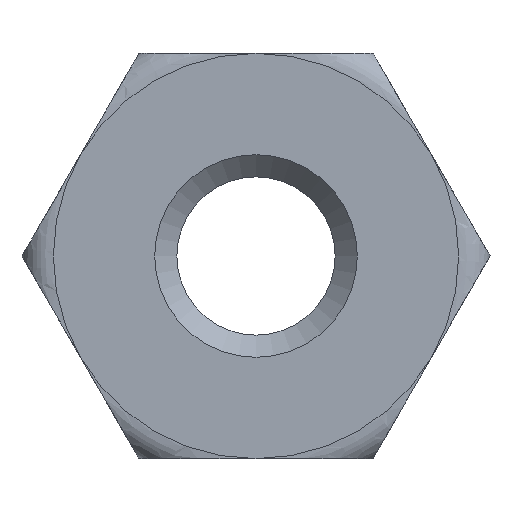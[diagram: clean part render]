
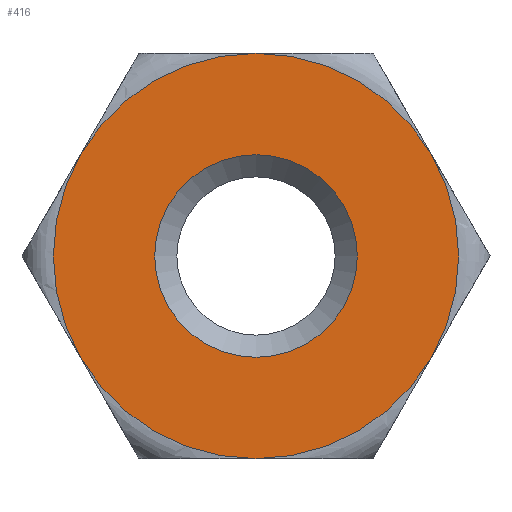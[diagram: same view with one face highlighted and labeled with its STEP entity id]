
A CAD part, front view. The second image highlights one B-rep face of the part: STEP entity #416.
In plain terms, the highlighted planar face has unit normal (0, -1, 0).
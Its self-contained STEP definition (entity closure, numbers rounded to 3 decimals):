
#12 = AXIS2_PLACEMENT_3D ( 'NONE', #417, #811, #353 ) ;
#21 = CIRCLE ( 'NONE', #47, 1.6 ) ;
#47 = AXIS2_PLACEMENT_3D ( 'NONE', #55, #494, #766 ) ;
#55 = CARTESIAN_POINT ( 'NONE',  ( 0., -0.65, 0. ) ) ;
#95 = AXIS2_PLACEMENT_3D ( 'NONE', #126, #320, #649 ) ;
#100 = VERTEX_POINT ( 'NONE', #345 ) ;
#113 = VERTEX_POINT ( 'NONE', #274 ) ;
#126 = CARTESIAN_POINT ( 'NONE',  ( 0., -0.65, 0. ) ) ;
#128 = ORIENTED_EDGE ( 'NONE', *, *, #808, .F. ) ;
#133 = EDGE_CURVE ( 'NONE', #205, #810, #285, .T. ) ;
#135 = AXIS2_PLACEMENT_3D ( 'NONE', #755, #612, #763 ) ;
#167 = CARTESIAN_POINT ( 'NONE',  ( 0., -0.65, 0.8 ) ) ;
#181 = CARTESIAN_POINT ( 'NONE',  ( 0., -0.65, 0. ) ) ;
#184 = EDGE_CURVE ( 'NONE', #100, #205, #524, .T. ) ;
#205 = VERTEX_POINT ( 'NONE', #239 ) ;
#217 = CIRCLE ( 'NONE', #609, 1.6 ) ;
#221 = DIRECTION ( 'NONE',  ( -1., 0., 0. ) ) ;
#232 = DIRECTION ( 'NONE',  ( 0., 0., 1. ) ) ;
#237 = DIRECTION ( 'NONE',  ( 0., 1., 0. ) ) ;
#239 = CARTESIAN_POINT ( 'NONE',  ( 1.386, -0.65, 0.8 ) ) ;
#241 = DIRECTION ( 'NONE',  ( 0., 1., 0. ) ) ;
#242 = CARTESIAN_POINT ( 'NONE',  ( 0., -0.65, -1.6 ) ) ;
#260 = EDGE_CURVE ( 'NONE', #702, #702, #645, .T. ) ;
#261 = EDGE_CURVE ( 'NONE', #472, #283, #217, .T. ) ;
#274 = CARTESIAN_POINT ( 'NONE',  ( -1.386, -0.65, 0.8 ) ) ;
#283 = VERTEX_POINT ( 'NONE', #460 ) ;
#285 = CIRCLE ( 'NONE', #135, 1.6 ) ;
#303 = FACE_BOUND ( 'NONE', #772, .T. ) ;
#305 = ORIENTED_EDGE ( 'NONE', *, *, #184, .F. ) ;
#318 = AXIS2_PLACEMENT_3D ( 'NONE', #757, #241, #221 ) ;
#320 = DIRECTION ( 'NONE',  ( 0., 1., 0. ) ) ;
#328 = ORIENTED_EDGE ( 'NONE', *, *, #360, .F. ) ;
#331 = DIRECTION ( 'NONE',  ( 0., 1., 0. ) ) ;
#345 = CARTESIAN_POINT ( 'NONE',  ( 0., -0.65, 1.6 ) ) ;
#353 = DIRECTION ( 'NONE',  ( 1., 0., 0. ) ) ;
#359 = ORIENTED_EDGE ( 'NONE', *, *, #261, .F. ) ;
#360 = EDGE_CURVE ( 'NONE', #113, #100, #497, .T. ) ;
#363 = ORIENTED_EDGE ( 'NONE', *, *, #375, .F. ) ;
#369 = AXIS2_PLACEMENT_3D ( 'NONE', #444, #237, #232 ) ;
#370 = CIRCLE ( 'NONE', #12, 1.6 ) ;
#375 = EDGE_CURVE ( 'NONE', #810, #472, #21, .T. ) ;
#388 = DIRECTION ( 'NONE',  ( 0., 1., 0. ) ) ;
#397 = AXIS2_PLACEMENT_3D ( 'NONE', #181, #388, #594 ) ;
#416 = ADVANCED_FACE ( 'NONE', ( #303, #572 ), #506, .F. ) ;
#417 = CARTESIAN_POINT ( 'NONE',  ( 0., -0.65, 0. ) ) ;
#444 = CARTESIAN_POINT ( 'NONE',  ( 0., -0.65, 0. ) ) ;
#460 = CARTESIAN_POINT ( 'NONE',  ( -1.386, -0.65, -0.8 ) ) ;
#472 = VERTEX_POINT ( 'NONE', #242 ) ;
#494 = DIRECTION ( 'NONE',  ( 0., 1., 0. ) ) ;
#497 = CIRCLE ( 'NONE', #318, 1.6 ) ;
#506 = PLANE ( 'NONE',  #369 ) ;
#524 = CIRCLE ( 'NONE', #95, 1.6 ) ;
#569 = CARTESIAN_POINT ( 'NONE',  ( 1.386, -0.65, -0.8 ) ) ;
#572 = FACE_OUTER_BOUND ( 'NONE', #684, .T. ) ;
#594 = DIRECTION ( 'NONE',  ( 0., 0., 1. ) ) ;
#601 = DIRECTION ( 'NONE',  ( 1., 0., 0. ) ) ;
#604 = ORIENTED_EDGE ( 'NONE', *, *, #260, .T. ) ;
#609 = AXIS2_PLACEMENT_3D ( 'NONE', #673, #331, #601 ) ;
#612 = DIRECTION ( 'NONE',  ( 0., 1., 0. ) ) ;
#645 = CIRCLE ( 'NONE', #397, 0.8 ) ;
#649 = DIRECTION ( 'NONE',  ( 1., 0., 0. ) ) ;
#673 = CARTESIAN_POINT ( 'NONE',  ( 0., -0.65, 0. ) ) ;
#684 = EDGE_LOOP ( 'NONE', ( #363, #780, #305, #328, #128, #359 ) ) ;
#702 = VERTEX_POINT ( 'NONE', #167 ) ;
#755 = CARTESIAN_POINT ( 'NONE',  ( 0., -0.65, 0. ) ) ;
#757 = CARTESIAN_POINT ( 'NONE',  ( 0., -0.65, 0. ) ) ;
#763 = DIRECTION ( 'NONE',  ( 1., 0., 0. ) ) ;
#766 = DIRECTION ( 'NONE',  ( 1., 0., 0. ) ) ;
#772 = EDGE_LOOP ( 'NONE', ( #604 ) ) ;
#780 = ORIENTED_EDGE ( 'NONE', *, *, #133, .F. ) ;
#808 = EDGE_CURVE ( 'NONE', #283, #113, #370, .T. ) ;
#810 = VERTEX_POINT ( 'NONE', #569 ) ;
#811 = DIRECTION ( 'NONE',  ( 0., 1., 0. ) ) ;
